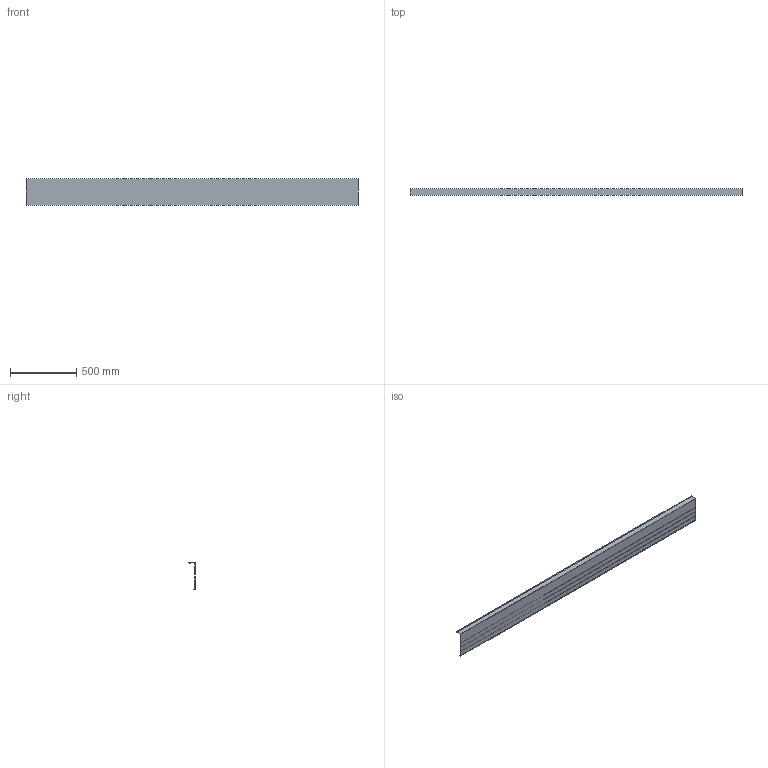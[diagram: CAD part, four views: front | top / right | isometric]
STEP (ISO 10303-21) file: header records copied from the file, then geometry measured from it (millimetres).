
FILE_DESCRIPTION (( 'STEP AP203' ), '1' );
FILE_NAME ('AL_0045-S-E.STEP', '2021-02-24T13:31:54', ( '' ), ( '' ), 'SwSTEP 2.0', 'SolidWorks 2019', '' );
FILE_SCHEMA (( 'CONFIG_CONTROL_DESIGN' ));
Length unit declared in the file: millimetre
Products named in the file (1): AL_0045-S-E
Bounding box: 2500 x 48.95 x 202 mm (x, y, z)
Volume: 1303490.2 mm3; surface area: 1333429 mm2
Topology: 1 solids, 1 shells, 56 faces, 162 edges, 108 vertices
Faces by surface type: plane 29, cylinder 27
Entity records: 1937 total; most frequent: DIRECTION 330, CARTESIAN_POINT 327, ORIENTED_EDGE 324, EDGE_CURVE 162, AXIS2_PLACEMENT_3D 111, LINE 108, VERTEX_POINT 108, VECTOR 108
